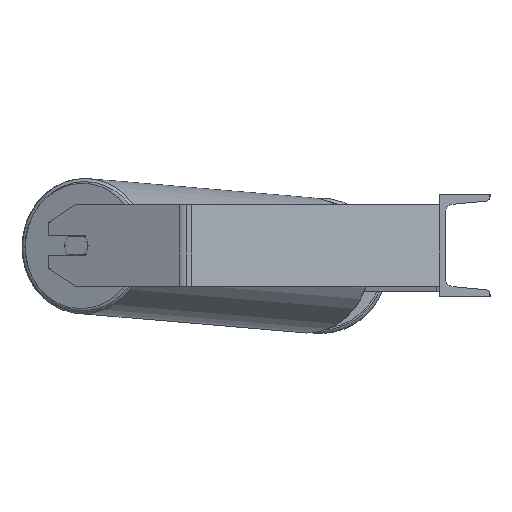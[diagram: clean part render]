
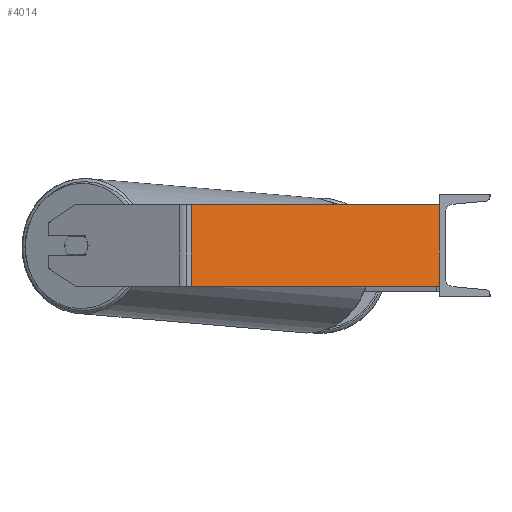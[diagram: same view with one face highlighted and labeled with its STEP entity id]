
A CAD part, left-side view. The second image highlights one B-rep face of the part: STEP entity #4014.
In plain terms, the highlighted planar face has unit normal (-0.966, -0.259, 0).
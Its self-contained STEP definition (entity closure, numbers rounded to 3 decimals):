
#497 = CARTESIAN_POINT ( 'NONE',  ( -851.692, 248.897, -40. ) ) ;
#547 = CARTESIAN_POINT ( 'NONE',  ( -851.692, 248.897, 40. ) ) ;
#609 = ORIENTED_EDGE ( 'NONE', *, *, #7596, .F. ) ;
#763 = VECTOR ( 'NONE', #7593, 1000. ) ;
#1380 = ORIENTED_EDGE ( 'NONE', *, *, #6343, .T. ) ;
#2099 = DIRECTION ( 'NONE',  ( 0., 0., -1. ) ) ;
#2263 = DIRECTION ( 'NONE',  ( 0.966, 0.259, 0. ) ) ;
#2508 = CARTESIAN_POINT ( 'NONE',  ( -785., 0., 40. ) ) ;
#2571 = EDGE_CURVE ( 'NONE', #5025, #6733, #5006, .T. ) ;
#2657 = AXIS2_PLACEMENT_3D ( 'NONE', #5870, #2263, #7840 ) ;
#2658 = DIRECTION ( 'NONE',  ( 0.259, -0.966, 0. ) ) ;
#3319 = CARTESIAN_POINT ( 'NONE',  ( -785., 0., -40. ) ) ;
#4014 = ADVANCED_FACE ( 'NONE', ( #5209 ), #4469, .F. ) ;
#4293 = CARTESIAN_POINT ( 'NONE',  ( -785., 0., 40. ) ) ;
#4408 = VERTEX_POINT ( 'NONE', #6650 ) ;
#4442 = ORIENTED_EDGE ( 'NONE', *, *, #7640, .T. ) ;
#4469 = PLANE ( 'NONE',  #2657 ) ;
#5006 = LINE ( 'NONE', #4293, #9016 ) ;
#5025 = VERTEX_POINT ( 'NONE', #2508 ) ;
#5064 = EDGE_LOOP ( 'NONE', ( #4442, #5518, #609, #1380 ) ) ;
#5209 = FACE_OUTER_BOUND ( 'NONE', #5064, .T. ) ;
#5218 = VECTOR ( 'NONE', #2658, 1000. ) ;
#5518 = ORIENTED_EDGE ( 'NONE', *, *, #2571, .F. ) ;
#5870 = CARTESIAN_POINT ( 'NONE',  ( -851.692, 248.897, 40. ) ) ;
#6233 = LINE ( 'NONE', #8275, #8138 ) ;
#6248 = VERTEX_POINT ( 'NONE', #8921 ) ;
#6343 = EDGE_CURVE ( 'NONE', #4408, #6248, #6233, .T. ) ;
#6650 = CARTESIAN_POINT ( 'NONE',  ( -850.185, 243.272, 40. ) ) ;
#6733 = VERTEX_POINT ( 'NONE', #3319 ) ;
#6889 = LINE ( 'NONE', #497, #763 ) ;
#7593 = DIRECTION ( 'NONE',  ( 0.259, -0.966, 0. ) ) ;
#7596 = EDGE_CURVE ( 'NONE', #4408, #5025, #9004, .T. ) ;
#7640 = EDGE_CURVE ( 'NONE', #6248, #6733, #6889, .T. ) ;
#7840 = DIRECTION ( 'NONE',  ( -0.259, 0.966, 0. ) ) ;
#8138 = VECTOR ( 'NONE', #2099, 1000. ) ;
#8275 = CARTESIAN_POINT ( 'NONE',  ( -850.185, 243.272, 40. ) ) ;
#8645 = DIRECTION ( 'NONE',  ( 0., 0., -1. ) ) ;
#8921 = CARTESIAN_POINT ( 'NONE',  ( -850.185, 243.272, -40. ) ) ;
#9004 = LINE ( 'NONE', #547, #5218 ) ;
#9016 = VECTOR ( 'NONE', #8645, 1000. ) ;
